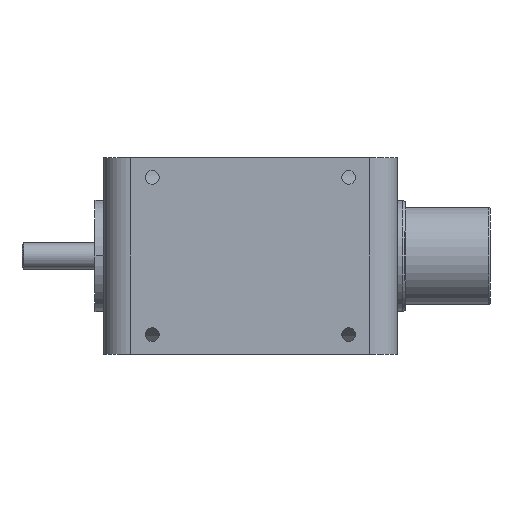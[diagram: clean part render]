
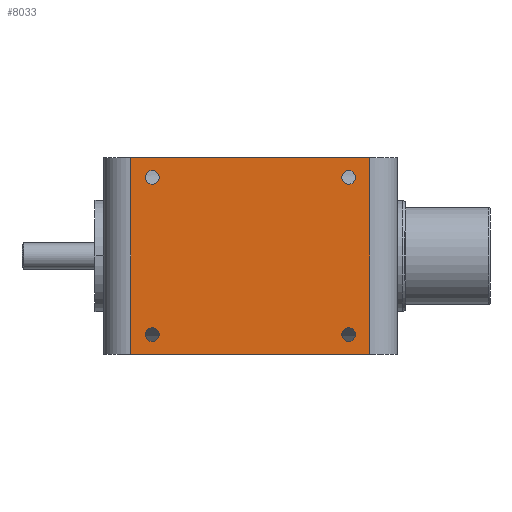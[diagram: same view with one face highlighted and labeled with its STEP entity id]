
A CAD part, front view. The second image highlights one B-rep face of the part: STEP entity #8033.
In plain terms, the highlighted planar face has unit normal (0, -1, 0).
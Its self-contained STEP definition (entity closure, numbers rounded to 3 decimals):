
#15 = CIRCLE ( 'NONE', #4305, 2.1 ) ;
#21 = CARTESIAN_POINT ( 'NONE',  ( 36.5, -35., -30. ) ) ;
#65 = AXIS2_PLACEMENT_3D ( 'NONE', #3361, #3421, #5401 ) ;
#155 = CIRCLE ( 'NONE', #65, 2.1 ) ;
#169 = CARTESIAN_POINT ( 'NONE',  ( -36.5, -35., 30. ) ) ;
#209 = LINE ( 'NONE', #3338, #3713 ) ;
#235 = AXIS2_PLACEMENT_3D ( 'NONE', #1889, #5140, #6493 ) ;
#388 = VERTEX_POINT ( 'NONE', #7242 ) ;
#484 = VECTOR ( 'NONE', #6468, 1000. ) ;
#662 = EDGE_LOOP ( 'NONE', ( #767, #3125, #1049, #7775 ) ) ;
#767 = ORIENTED_EDGE ( 'NONE', *, *, #7034, .T. ) ;
#928 = CIRCLE ( 'NONE', #235, 2.1 ) ;
#952 = VERTEX_POINT ( 'NONE', #8478 ) ;
#1049 = ORIENTED_EDGE ( 'NONE', *, *, #7212, .F. ) ;
#1082 = EDGE_CURVE ( 'NONE', #4399, #1432, #3990, .T. ) ;
#1101 = EDGE_CURVE ( 'NONE', #8817, #7253, #5373, .T. ) ;
#1106 = CARTESIAN_POINT ( 'NONE',  ( -36.5, -35., 30. ) ) ;
#1120 = CARTESIAN_POINT ( 'NONE',  ( 30., -35., -21.9 ) ) ;
#1199 = CARTESIAN_POINT ( 'NONE',  ( -30., -35., 21.9 ) ) ;
#1218 = EDGE_CURVE ( 'NONE', #6953, #3257, #8719, .T. ) ;
#1230 = AXIS2_PLACEMENT_3D ( 'NONE', #3240, #6655, #3903 ) ;
#1254 = CARTESIAN_POINT ( 'NONE',  ( 30., -35., -24. ) ) ;
#1271 = ORIENTED_EDGE ( 'NONE', *, *, #1948, .F. ) ;
#1350 = AXIS2_PLACEMENT_3D ( 'NONE', #1106, #6012, #2511 ) ;
#1432 = VERTEX_POINT ( 'NONE', #6429 ) ;
#1889 = CARTESIAN_POINT ( 'NONE',  ( -30., -35., -24. ) ) ;
#1944 = DIRECTION ( 'NONE',  ( 0., 0., -1. ) ) ;
#1948 = EDGE_CURVE ( 'NONE', #1432, #4399, #8116, .T. ) ;
#1981 = DIRECTION ( 'NONE',  ( 0., -1., 0. ) ) ;
#2105 = LINE ( 'NONE', #4415, #2992 ) ;
#2248 = DIRECTION ( 'NONE',  ( 1., 0., 0. ) ) ;
#2333 = DIRECTION ( 'NONE',  ( 0., -1., 0. ) ) ;
#2470 = EDGE_LOOP ( 'NONE', ( #4140, #2927 ) ) ;
#2502 = DIRECTION ( 'NONE',  ( 0., -1., 0. ) ) ;
#2511 = DIRECTION ( 'NONE',  ( -1., 0., 0. ) ) ;
#2661 = CARTESIAN_POINT ( 'NONE',  ( 36.5, -35., 30. ) ) ;
#2679 = EDGE_CURVE ( 'NONE', #388, #4675, #8114, .T. ) ;
#2687 = FACE_OUTER_BOUND ( 'NONE', #662, .T. ) ;
#2927 = ORIENTED_EDGE ( 'NONE', *, *, #3407, .F. ) ;
#2934 = CARTESIAN_POINT ( 'NONE',  ( 30., -35., -26.1 ) ) ;
#2992 = VECTOR ( 'NONE', #2248, 1000. ) ;
#3125 = ORIENTED_EDGE ( 'NONE', *, *, #2679, .F. ) ;
#3205 = AXIS2_PLACEMENT_3D ( 'NONE', #1254, #1981, #4119 ) ;
#3240 = CARTESIAN_POINT ( 'NONE',  ( -30., -35., 24. ) ) ;
#3257 = VERTEX_POINT ( 'NONE', #8756 ) ;
#3338 = CARTESIAN_POINT ( 'NONE',  ( -36.5, -35., -30. ) ) ;
#3361 = CARTESIAN_POINT ( 'NONE',  ( -30., -35., -24. ) ) ;
#3407 = EDGE_CURVE ( 'NONE', #3257, #6953, #8201, .T. ) ;
#3421 = DIRECTION ( 'NONE',  ( 0., -1., 0. ) ) ;
#3439 = EDGE_CURVE ( 'NONE', #4953, #952, #928, .T. ) ;
#3581 = FACE_BOUND ( 'NONE', #5241, .T. ) ;
#3633 = CIRCLE ( 'NONE', #3205, 2.1 ) ;
#3713 = VECTOR ( 'NONE', #6915, 1000. ) ;
#3756 = CARTESIAN_POINT ( 'NONE',  ( -36.5, -35., -30. ) ) ;
#3793 = FACE_BOUND ( 'NONE', #6896, .T. ) ;
#3806 = DIRECTION ( 'NONE',  ( 0., 0., -1. ) ) ;
#3903 = DIRECTION ( 'NONE',  ( 0., 0., -1. ) ) ;
#3990 = CIRCLE ( 'NONE', #4035, 2.1 ) ;
#4035 = AXIS2_PLACEMENT_3D ( 'NONE', #7345, #6434, #4294 ) ;
#4119 = DIRECTION ( 'NONE',  ( 0., 0., -1. ) ) ;
#4128 = VECTOR ( 'NONE', #1944, 1000. ) ;
#4140 = ORIENTED_EDGE ( 'NONE', *, *, #1218, .F. ) ;
#4263 = ORIENTED_EDGE ( 'NONE', *, *, #8693, .F. ) ;
#4278 = ORIENTED_EDGE ( 'NONE', *, *, #6253, .F. ) ;
#4294 = DIRECTION ( 'NONE',  ( 0., 0., -1. ) ) ;
#4305 = AXIS2_PLACEMENT_3D ( 'NONE', #5970, #2502, #7418 ) ;
#4399 = VERTEX_POINT ( 'NONE', #8027 ) ;
#4415 = CARTESIAN_POINT ( 'NONE',  ( -36.5, -35., 30. ) ) ;
#4444 = ORIENTED_EDGE ( 'NONE', *, *, #6203, .F. ) ;
#4462 = EDGE_LOOP ( 'NONE', ( #1271, #8864 ) ) ;
#4539 = FACE_BOUND ( 'NONE', #2470, .T. ) ;
#4675 = VERTEX_POINT ( 'NONE', #21 ) ;
#4826 = CARTESIAN_POINT ( 'NONE',  ( -30., -35., 24. ) ) ;
#4883 = DIRECTION ( 'NONE',  ( 0., -1., 0. ) ) ;
#4953 = VERTEX_POINT ( 'NONE', #8799 ) ;
#5140 = DIRECTION ( 'NONE',  ( 0., -1., 0. ) ) ;
#5241 = EDGE_LOOP ( 'NONE', ( #5446, #4263 ) ) ;
#5373 = LINE ( 'NONE', #169, #484 ) ;
#5401 = DIRECTION ( 'NONE',  ( 0., 0., -1. ) ) ;
#5446 = ORIENTED_EDGE ( 'NONE', *, *, #3439, .F. ) ;
#5802 = CARTESIAN_POINT ( 'NONE',  ( 30., -35., 24. ) ) ;
#5970 = CARTESIAN_POINT ( 'NONE',  ( 30., -35., -24. ) ) ;
#6012 = DIRECTION ( 'NONE',  ( 0., 1., 0. ) ) ;
#6022 = VERTEX_POINT ( 'NONE', #2934 ) ;
#6186 = FACE_BOUND ( 'NONE', #4462, .T. ) ;
#6203 = EDGE_CURVE ( 'NONE', #6698, #6022, #15, .T. ) ;
#6253 = EDGE_CURVE ( 'NONE', #6022, #6698, #3633, .T. ) ;
#6320 = DIRECTION ( 'NONE',  ( 0., 0., -1. ) ) ;
#6327 = AXIS2_PLACEMENT_3D ( 'NONE', #4826, #4883, #6320 ) ;
#6429 = CARTESIAN_POINT ( 'NONE',  ( 30., -35., 21.9 ) ) ;
#6434 = DIRECTION ( 'NONE',  ( 0., -1., 0. ) ) ;
#6468 = DIRECTION ( 'NONE',  ( 0., 0., -1. ) ) ;
#6493 = DIRECTION ( 'NONE',  ( 0., 0., -1. ) ) ;
#6655 = DIRECTION ( 'NONE',  ( 0., -1., 0. ) ) ;
#6698 = VERTEX_POINT ( 'NONE', #1120 ) ;
#6896 = EDGE_LOOP ( 'NONE', ( #4278, #4444 ) ) ;
#6915 = DIRECTION ( 'NONE',  ( 1., 0., 0. ) ) ;
#6953 = VERTEX_POINT ( 'NONE', #1199 ) ;
#6978 = AXIS2_PLACEMENT_3D ( 'NONE', #5802, #2333, #3806 ) ;
#7034 = EDGE_CURVE ( 'NONE', #7253, #4675, #209, .T. ) ;
#7212 = EDGE_CURVE ( 'NONE', #8817, #388, #2105, .T. ) ;
#7242 = CARTESIAN_POINT ( 'NONE',  ( 36.5, -35., 30. ) ) ;
#7253 = VERTEX_POINT ( 'NONE', #3756 ) ;
#7345 = CARTESIAN_POINT ( 'NONE',  ( 30., -35., 24. ) ) ;
#7418 = DIRECTION ( 'NONE',  ( 0., 0., -1. ) ) ;
#7464 = PLANE ( 'NONE',  #1350 ) ;
#7775 = ORIENTED_EDGE ( 'NONE', *, *, #1101, .T. ) ;
#8027 = CARTESIAN_POINT ( 'NONE',  ( 30., -35., 26.1 ) ) ;
#8033 = ADVANCED_FACE ( 'NONE', ( #3793, #3581, #4539, #6186, #2687 ), #7464, .F. ) ;
#8114 = LINE ( 'NONE', #2661, #4128 ) ;
#8116 = CIRCLE ( 'NONE', #6978, 2.1 ) ;
#8201 = CIRCLE ( 'NONE', #6327, 2.1 ) ;
#8478 = CARTESIAN_POINT ( 'NONE',  ( -30., -35., -21.9 ) ) ;
#8693 = EDGE_CURVE ( 'NONE', #952, #4953, #155, .T. ) ;
#8719 = CIRCLE ( 'NONE', #1230, 2.1 ) ;
#8756 = CARTESIAN_POINT ( 'NONE',  ( -30., -35., 26.1 ) ) ;
#8799 = CARTESIAN_POINT ( 'NONE',  ( -30., -35., -26.1 ) ) ;
#8817 = VERTEX_POINT ( 'NONE', #8960 ) ;
#8864 = ORIENTED_EDGE ( 'NONE', *, *, #1082, .F. ) ;
#8960 = CARTESIAN_POINT ( 'NONE',  ( -36.5, -35., 30. ) ) ;
